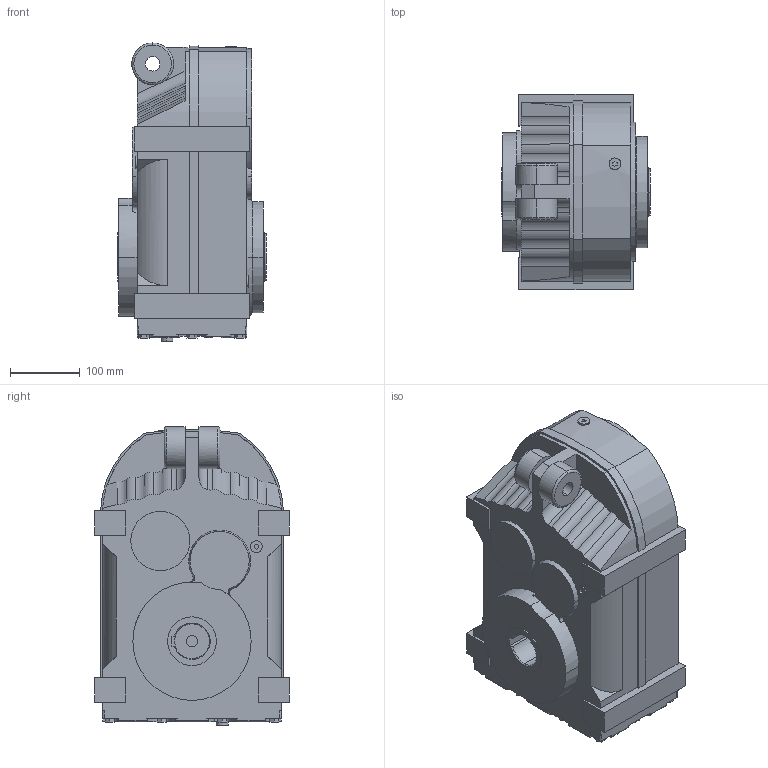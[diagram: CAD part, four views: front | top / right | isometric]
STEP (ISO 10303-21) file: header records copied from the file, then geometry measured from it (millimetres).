
FILE_DESCRIPTION(('STEP AP214'),'1');
FILE_NAME('cctmp_EBCE886C-DB4B-4002-A582-4D979C29B480_2021_4_13_15_15_4_931..stp','2021-04-13T13:15:05',('SEW-EURODRIVE GmbH & Co KG'),('CADClick - www.CADClick.com'),'Spatial InterOp 3D postprocessed',' ','unknown authorization');
FILE_SCHEMA(('AUTOMOTIVE_DESIGN'));
Length unit declared in the file: millimetre
Products named in the file (1): 2021_04_13__15-15-04-931
Bounding box: 213 x 280 x 428.5 mm (x, y, z)
Volume: 16588457.9 mm3; surface area: 510808.3 mm2
Topology: 1 solids, 2 shells, 385 faces, 1023 edges, 677 vertices
Faces by surface type: plane 237, cylinder 120, bspline 16, cone 8, torus 4
Entity records: 14915 total; most frequent: CARTESIAN_POINT 4022, ORIENTED_EDGE 2046, DIRECTION 1993, EDGE_CURVE 1023, LINE 679, VECTOR 679, VERTEX_POINT 677, AXIS2_PLACEMENT_3D 657
